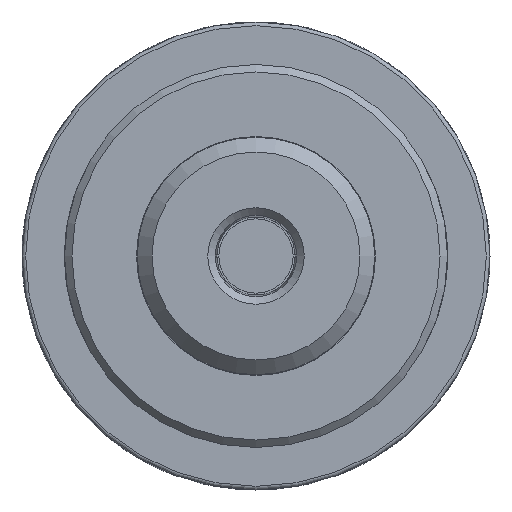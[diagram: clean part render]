
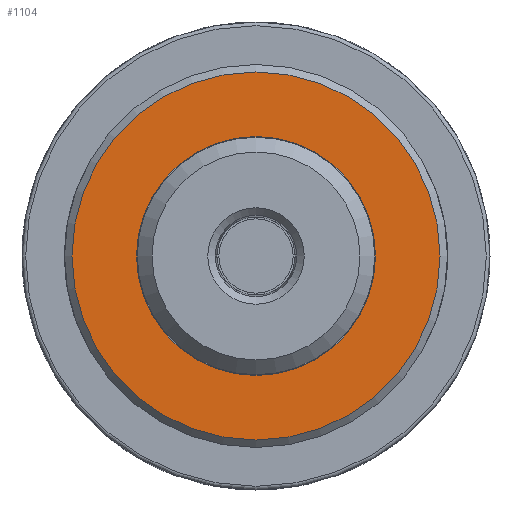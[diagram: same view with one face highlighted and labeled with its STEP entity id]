
A CAD part, left-side view. The second image highlights one B-rep face of the part: STEP entity #1104.
In plain terms, the highlighted planar face has unit normal (-1, 0, 0).
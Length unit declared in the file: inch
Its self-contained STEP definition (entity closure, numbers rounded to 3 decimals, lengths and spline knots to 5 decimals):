
#227=PLANE('',#1190);
#268=FACE_BOUND('',#376,.T.);
#297=FACE_OUTER_BOUND('',#375,.T.);
#375=EDGE_LOOP('',(#755));
#376=EDGE_LOOP('',(#756));
#453=CIRCLE('',#1189,0.50313);
#454=CIRCLE('',#1191,0.77475);
#493=VERTEX_POINT('',#1585);
#494=VERTEX_POINT('',#1588);
#597=EDGE_CURVE('',#493,#493,#453,.T.);
#598=EDGE_CURVE('',#494,#494,#454,.T.);
#755=ORIENTED_EDGE('',*,*,#598,.F.);
#756=ORIENTED_EDGE('',*,*,#597,.F.);
#1104=ADVANCED_FACE('',(#297,#268),#227,.T.);
#1189=AXIS2_PLACEMENT_3D('',#1586,#1327,#1328);
#1190=AXIS2_PLACEMENT_3D('',#1587,#1329,#1330);
#1191=AXIS2_PLACEMENT_3D('',#1589,#1331,#1332);
#1327=DIRECTION('center_axis',(-1.,0.,0.));
#1328=DIRECTION('ref_axis',(0.,1.,0.));
#1329=DIRECTION('center_axis',(-1.,0.,0.));
#1330=DIRECTION('ref_axis',(0.,0.,1.));
#1331=DIRECTION('center_axis',(1.,0.,0.));
#1332=DIRECTION('ref_axis',(0.,1.,0.));
#1585=CARTESIAN_POINT('',(4.,-0.50312,0.));
#1586=CARTESIAN_POINT('Origin',(4.,0.,0.));
#1587=CARTESIAN_POINT('Origin',(4.,-0.4875,0.));
#1588=CARTESIAN_POINT('',(4.,-0.77475,0.));
#1589=CARTESIAN_POINT('Origin',(4.,0.,0.));
